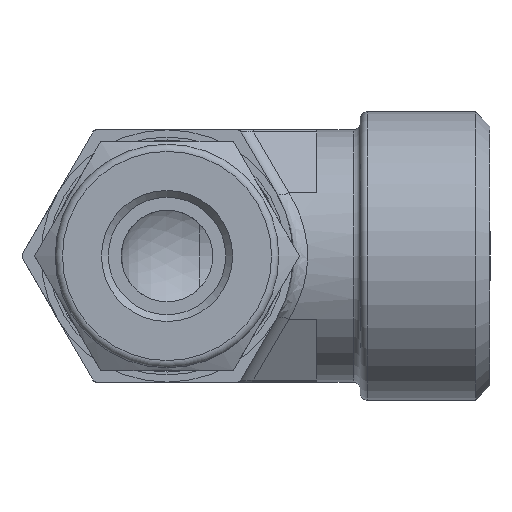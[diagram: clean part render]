
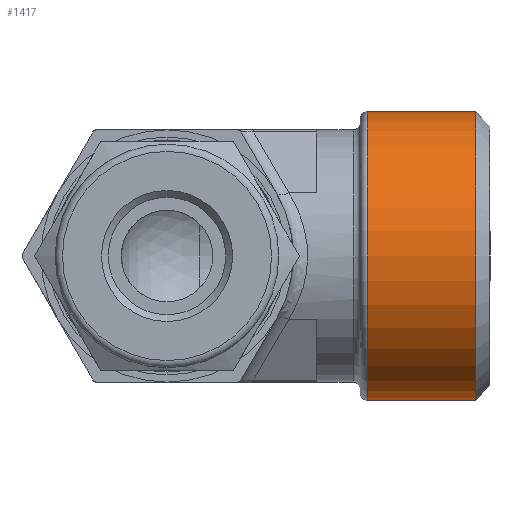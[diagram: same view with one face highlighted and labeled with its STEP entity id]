
A CAD part, left-side view. The second image highlights one B-rep face of the part: STEP entity #1417.
In plain terms, the highlighted cylindrical face has radius 10 mm (diameter 20 mm), a full revolution.
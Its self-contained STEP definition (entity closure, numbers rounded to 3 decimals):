
#66=CYLINDRICAL_SURFACE('',#1619,10.);
#176=CIRCLE('',#1616,10.);
#177=CIRCLE('',#1617,10.);
#179=CIRCLE('',#1620,10.);
#262=FACE_OUTER_BOUND('',#359,.T.);
#359=EDGE_LOOP('',(#1243,#1244,#1245,#1246,#1247));
#455=LINE('',#2637,#543);
#543=VECTOR('',#2063,10.);
#681=VERTEX_POINT('',#2629);
#682=VERTEX_POINT('',#2630);
#683=VERTEX_POINT('',#2635);
#877=EDGE_CURVE('',#681,#682,#176,.T.);
#878=EDGE_CURVE('',#682,#681,#177,.T.);
#880=EDGE_CURVE('',#683,#683,#179,.T.);
#881=EDGE_CURVE('',#683,#681,#455,.T.);
#1243=ORIENTED_EDGE('',*,*,#880,.F.);
#1244=ORIENTED_EDGE('',*,*,#881,.T.);
#1245=ORIENTED_EDGE('',*,*,#877,.T.);
#1246=ORIENTED_EDGE('',*,*,#878,.T.);
#1247=ORIENTED_EDGE('',*,*,#881,.F.);
#1417=ADVANCED_FACE('',(#262),#66,.T.);
#1616=AXIS2_PLACEMENT_3D('',#2631,#2053,#2054);
#1617=AXIS2_PLACEMENT_3D('',#2632,#2055,#2056);
#1619=AXIS2_PLACEMENT_3D('',#2634,#2059,#2060);
#1620=AXIS2_PLACEMENT_3D('',#2636,#2061,#2062);
#2053=DIRECTION('center_axis',(0.,-1.,0.));
#2054=DIRECTION('ref_axis',(1.,0.,0.));
#2055=DIRECTION('center_axis',(0.,-1.,0.));
#2056=DIRECTION('ref_axis',(1.,0.,0.));
#2059=DIRECTION('center_axis',(0.,-1.,0.));
#2060=DIRECTION('ref_axis',(1.,0.,0.));
#2061=DIRECTION('center_axis',(0.,-1.,0.));
#2062=DIRECTION('ref_axis',(1.,0.,0.));
#2063=DIRECTION('',(0.,1.,0.));
#2629=CARTESIAN_POINT('',(-10.,-13.9,0.));
#2630=CARTESIAN_POINT('',(0.,-13.9,10.));
#2631=CARTESIAN_POINT('Origin',(0.,-13.9,
0.));
#2632=CARTESIAN_POINT('Origin',(0.,-13.9,
0.));
#2634=CARTESIAN_POINT('Origin',(0.,-17.65,
0.));
#2635=CARTESIAN_POINT('',(-10.,-21.4,0.));
#2636=CARTESIAN_POINT('Origin',(0.,-21.4,
0.));
#2637=CARTESIAN_POINT('',(-10.,-17.65,0.));
